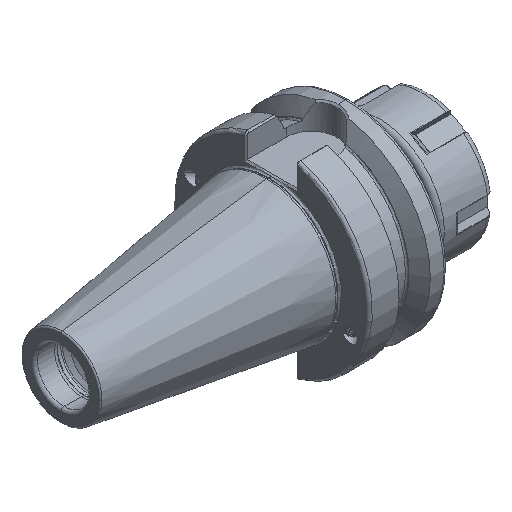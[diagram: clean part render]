
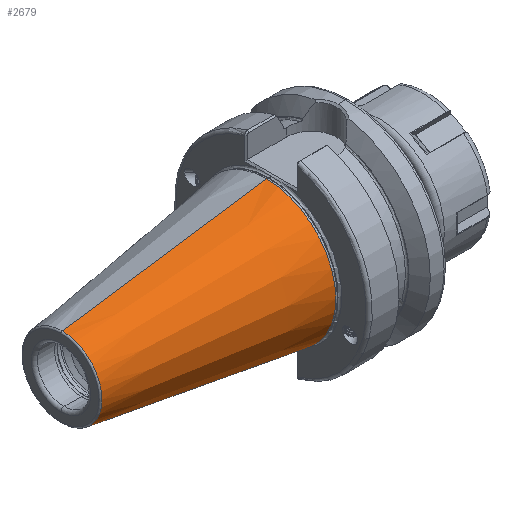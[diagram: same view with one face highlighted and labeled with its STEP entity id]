
A CAD part, isometric view. The second image highlights one B-rep face of the part: STEP entity #2679.
In plain terms, the highlighted conical face has half-angle 8.297 degrees and reference radius 22.298 mm.
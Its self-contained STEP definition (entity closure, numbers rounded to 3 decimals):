
#248 = ORIENTED_EDGE ( 'NONE', *, *, #1689, .T. ) ;
#276 = ORIENTED_EDGE ( 'NONE', *, *, #1147, .F. ) ;
#287 = ORIENTED_EDGE ( 'NONE', *, *, #1130, .T. ) ;
#344 = ORIENTED_EDGE ( 'NONE', *, *, #1691, .F. ) ;
#1130 = EDGE_CURVE ( 'NONE', #19408, #19469, #2285, .T. ) ;
#1147 = EDGE_CURVE ( 'NONE', #19387, #19381, #2274, .T. ) ;
#1689 = EDGE_CURVE ( 'NONE', #19387, #19408, #1964, .T. ) ;
#1691 = EDGE_CURVE ( 'NONE', #19381, #19469, #2024, .T. ) ;
#1964 = CIRCLE ( 'NONE', #23748, 12.75 ) ;
#2024 = CIRCLE ( 'NONE', #23755, 22.298 ) ;
#2273 = VECTOR ( 'NONE', #22277, 1000. ) ;
#2274 = LINE ( 'NONE', #22249, #2296 ) ;
#2285 = LINE ( 'NONE', #22275, #2273 ) ;
#2296 = VECTOR ( 'NONE', #22303, 1000. ) ;
#2679 = ADVANCED_FACE ( 'NONE', ( #2852 ), #2841, .T. ) ;
#2841 = CONICAL_SURFACE ( 'NONE', #23940, 22.298, 0.145 ) ;
#2852 = FACE_OUTER_BOUND ( 'NONE', #11047, .T. ) ;
#5324 = CARTESIAN_POINT ( 'NONE',  ( -1.5, 0., 0. ) ) ;
#5325 = DIRECTION ( 'NONE',  ( 0., 0., -1. ) ) ;
#5328 = DIRECTION ( 'NONE',  ( 1., 0., 0. ) ) ;
#5331 = CARTESIAN_POINT ( 'NONE',  ( -66.972, 0., 0. ) ) ;
#5332 = DIRECTION ( 'NONE',  ( 0., 0., -1. ) ) ;
#5334 = DIRECTION ( 'NONE',  ( 1., 0., 0. ) ) ;
#6712 = CARTESIAN_POINT ( 'NONE',  ( -1.5, 0., 22.298 ) ) ;
#6718 = CARTESIAN_POINT ( 'NONE',  ( -66.972, 0., 12.75 ) ) ;
#6748 = CARTESIAN_POINT ( 'NONE',  ( -66.972, 0., -12.75 ) ) ;
#6754 = CARTESIAN_POINT ( 'NONE',  ( -1.5, 0., -22.298 ) ) ;
#11047 = EDGE_LOOP ( 'NONE', ( #276, #248, #287, #344 ) ) ;
#18735 = DIRECTION ( 'NONE',  ( 1., 0., 0. ) ) ;
#18745 = DIRECTION ( 'NONE',  ( 0., 0., -1. ) ) ;
#18755 = CARTESIAN_POINT ( 'NONE',  ( -1.5, 0., 0. ) ) ;
#19381 = VERTEX_POINT ( 'NONE', #6712 ) ;
#19387 = VERTEX_POINT ( 'NONE', #6718 ) ;
#19408 = VERTEX_POINT ( 'NONE', #6748 ) ;
#19469 = VERTEX_POINT ( 'NONE', #6754 ) ;
#22249 = CARTESIAN_POINT ( 'NONE',  ( -1.5, 0., 22.298 ) ) ;
#22275 = CARTESIAN_POINT ( 'NONE',  ( -1.5, 0., -22.298 ) ) ;
#22277 = DIRECTION ( 'NONE',  ( 0.99, 0., -0.144 ) ) ;
#22303 = DIRECTION ( 'NONE',  ( 0.99, 0., 0.144 ) ) ;
#23748 = AXIS2_PLACEMENT_3D ( 'NONE', #5331, #5328, #5332 ) ;
#23755 = AXIS2_PLACEMENT_3D ( 'NONE', #5324, #5334, #5325 ) ;
#23940 = AXIS2_PLACEMENT_3D ( 'NONE', #18755, #18735, #18745 ) ;
